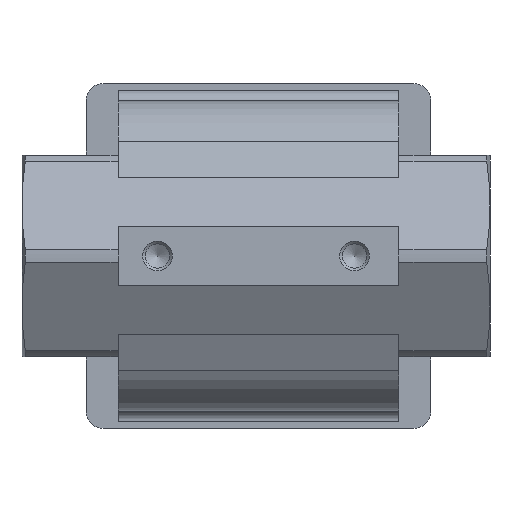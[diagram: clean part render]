
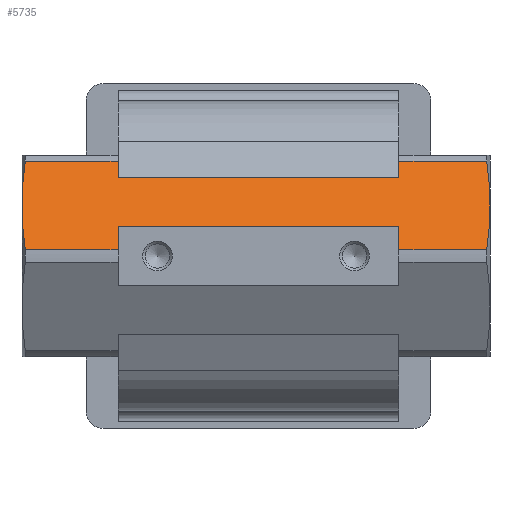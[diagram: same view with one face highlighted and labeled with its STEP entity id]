
A CAD part, front view. The second image highlights one B-rep face of the part: STEP entity #5735.
In plain terms, the highlighted planar face has unit normal (0, -0.866, 0.5).
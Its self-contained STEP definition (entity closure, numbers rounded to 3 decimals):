
#121=B_SPLINE_CURVE_WITH_KNOTS('',3,(#7866,#7867,#7868,#7869),
 .UNSPECIFIED.,.F.,.F.,(4,4),(0.01,0.021),
 .UNSPECIFIED.);
#122=B_SPLINE_CURVE_WITH_KNOTS('',3,(#7871,#7872,#7873,#7874),
 .UNSPECIFIED.,.F.,.F.,(4,4),(0.,0.01),
 .UNSPECIFIED.);
#123=B_SPLINE_CURVE_WITH_KNOTS('',3,(#7886,#7887,#7888,#7889),
 .UNSPECIFIED.,.F.,.F.,(4,4),(0.01,0.021),
 .UNSPECIFIED.);
#124=B_SPLINE_CURVE_WITH_KNOTS('',3,(#7891,#7892,#7893,#7894),
 .UNSPECIFIED.,.F.,.F.,(4,4),(0.,0.01),
 .UNSPECIFIED.);
#248=LINE('',#7855,#623);
#249=LINE('',#7858,#624);
#250=LINE('',#7860,#625);
#251=LINE('',#7862,#626);
#252=LINE('',#7864,#627);
#253=LINE('',#7876,#628);
#254=LINE('',#7878,#629);
#255=LINE('',#7880,#630);
#256=LINE('',#7882,#631);
#257=LINE('',#7884,#632);
#258=LINE('',#7896,#633);
#259=LINE('',#7898,#634);
#623=VECTOR('',#6541,1000.);
#624=VECTOR('',#6542,1000.);
#625=VECTOR('',#6543,1000.);
#626=VECTOR('',#6544,1000.);
#627=VECTOR('',#6545,1000.);
#628=VECTOR('',#6546,1000.);
#629=VECTOR('',#6547,1000.);
#630=VECTOR('',#6548,1000.);
#631=VECTOR('',#6549,1000.);
#632=VECTOR('',#6550,1000.);
#633=VECTOR('',#6551,1000.);
#634=VECTOR('',#6552,1000.);
#1054=ORIENTED_EDGE('',*,*,#2218,.F.);
#1055=ORIENTED_EDGE('',*,*,#2219,.T.);
#1056=ORIENTED_EDGE('',*,*,#2220,.F.);
#1057=ORIENTED_EDGE('',*,*,#2221,.F.);
#1058=ORIENTED_EDGE('',*,*,#2222,.F.);
#1059=ORIENTED_EDGE('',*,*,#2223,.F.);
#1060=ORIENTED_EDGE('',*,*,#2224,.F.);
#1061=ORIENTED_EDGE('',*,*,#2225,.F.);
#1062=ORIENTED_EDGE('',*,*,#2226,.T.);
#1063=ORIENTED_EDGE('',*,*,#2227,.F.);
#1064=ORIENTED_EDGE('',*,*,#2228,.F.);
#1065=ORIENTED_EDGE('',*,*,#2229,.F.);
#1066=ORIENTED_EDGE('',*,*,#2230,.F.);
#1067=ORIENTED_EDGE('',*,*,#2231,.F.);
#1068=ORIENTED_EDGE('',*,*,#2232,.F.);
#1069=ORIENTED_EDGE('',*,*,#2233,.F.);
#2218=EDGE_CURVE('',#2795,#2796,#248,.T.);
#2219=EDGE_CURVE('',#2795,#2797,#249,.T.);
#2220=EDGE_CURVE('',#2798,#2797,#250,.T.);
#2221=EDGE_CURVE('',#2799,#2798,#251,.T.);
#2222=EDGE_CURVE('',#2800,#2799,#252,.T.);
#2223=EDGE_CURVE('',#2801,#2800,#121,.T.);
#2224=EDGE_CURVE('',#2802,#2801,#122,.T.);
#2225=EDGE_CURVE('',#2803,#2802,#253,.F.);
#2226=EDGE_CURVE('',#2803,#2804,#254,.T.);
#2227=EDGE_CURVE('',#2805,#2804,#255,.T.);
#2228=EDGE_CURVE('',#2806,#2805,#256,.T.);
#2229=EDGE_CURVE('',#2807,#2806,#257,.F.);
#2230=EDGE_CURVE('',#2808,#2807,#123,.T.);
#2231=EDGE_CURVE('',#2809,#2808,#124,.T.);
#2232=EDGE_CURVE('',#2810,#2809,#258,.T.);
#2233=EDGE_CURVE('',#2796,#2810,#259,.T.);
#2795=VERTEX_POINT('',#7856);
#2796=VERTEX_POINT('',#7857);
#2797=VERTEX_POINT('',#7859);
#2798=VERTEX_POINT('',#7861);
#2799=VERTEX_POINT('',#7863);
#2800=VERTEX_POINT('',#7865);
#2801=VERTEX_POINT('',#7870);
#2802=VERTEX_POINT('',#7875);
#2803=VERTEX_POINT('',#7877);
#2804=VERTEX_POINT('',#7879);
#2805=VERTEX_POINT('',#7881);
#2806=VERTEX_POINT('',#7883);
#2807=VERTEX_POINT('',#7885);
#2808=VERTEX_POINT('',#7890);
#2809=VERTEX_POINT('',#7895);
#2810=VERTEX_POINT('',#7897);
#3271=EDGE_LOOP('',(#1054,#1055,#1056,#1057,#1058,#1059,#1060,#1061,#1062,
#1063,#1064,#1065,#1066,#1067,#1068,#1069));
#3573=FACE_BOUND('',#3271,.T.);
#3863=PLANE('',#6015);
#5735=ADVANCED_FACE('',(#3573),#3863,.F.);
#6015=AXIS2_PLACEMENT_3D('',#7854,#6539,#6540);
#6539=DIRECTION('',(0.,0.866,-0.5));
#6540=DIRECTION('',(0.,0.5,0.866));
#6541=DIRECTION('',(0.,-0.5,-0.866));
#6542=DIRECTION('',(1.,0.,0.));
#6543=DIRECTION('',(0.,0.5,0.866));
#6544=DIRECTION('',(0.,0.5,0.866));
#6545=DIRECTION('',(-1.,0.,0.));
#6546=DIRECTION('',(-1.,0.,0.));
#6547=DIRECTION('',(0.,-0.5,-0.866));
#6548=DIRECTION('',(1.,0.,0.));
#6549=DIRECTION('',(0.,-0.5,-0.866));
#6550=DIRECTION('',(-1.,0.,0.));
#6551=DIRECTION('',(-1.,0.,0.));
#6552=DIRECTION('',(0.,-0.5,-0.866));
#7854=CARTESIAN_POINT('',(237.5,11.164,20.5));
#7855=CARTESIAN_POINT('',(19.5,11.164,20.5));
#7856=CARTESIAN_POINT('',(19.5,2.793,6.));
#7857=CARTESIAN_POINT('',(19.5,0.671,2.325));
#7858=CARTESIAN_POINT('',(237.5,2.793,6.));
#7859=CARTESIAN_POINT('',(76.5,2.793,6.));
#7860=CARTESIAN_POINT('',(76.5,11.164,20.5));
#7861=CARTESIAN_POINT('',(76.5,0.671,2.325));
#7862=CARTESIAN_POINT('',(76.5,11.164,20.5));
#7863=CARTESIAN_POINT('',(76.5,0.032,1.219));
#7864=CARTESIAN_POINT('',(0.,0.032,1.219));
#7865=CARTESIAN_POINT('',(94.33,0.032,1.219));
#7866=CARTESIAN_POINT('',(95.,5.246,10.25));
#7867=CARTESIAN_POINT('',(95.,3.508,7.24));
#7868=CARTESIAN_POINT('',(94.752,1.77,4.229));
#7869=CARTESIAN_POINT('',(94.33,0.032,1.219));
#7870=CARTESIAN_POINT('',(95.,5.246,10.25));
#7871=CARTESIAN_POINT('',(94.33,10.461,19.281));
#7872=CARTESIAN_POINT('',(94.752,8.723,16.271));
#7873=CARTESIAN_POINT('',(95.,6.985,13.26));
#7874=CARTESIAN_POINT('',(95.,5.246,10.25));
#7875=CARTESIAN_POINT('',(94.33,10.461,19.281));
#7876=CARTESIAN_POINT('',(0.,10.461,19.281));
#7877=CARTESIAN_POINT('',(76.5,10.461,19.281));
#7878=CARTESIAN_POINT('',(76.5,11.164,20.5));
#7879=CARTESIAN_POINT('',(76.5,8.525,15.928));
#7880=CARTESIAN_POINT('',(237.5,8.525,15.928));
#7881=CARTESIAN_POINT('',(19.5,8.525,15.928));
#7882=CARTESIAN_POINT('',(19.5,11.164,20.5));
#7883=CARTESIAN_POINT('',(19.5,10.461,19.281));
#7884=CARTESIAN_POINT('',(0.,10.461,19.281));
#7885=CARTESIAN_POINT('',(0.67,10.461,19.281));
#7886=CARTESIAN_POINT('',(0.,5.246,10.25));
#7887=CARTESIAN_POINT('',(0.,6.985,13.26));
#7888=CARTESIAN_POINT('',(0.248,8.723,16.271));
#7889=CARTESIAN_POINT('',(0.67,10.461,19.281));
#7890=CARTESIAN_POINT('',(0.,5.246,10.25));
#7891=CARTESIAN_POINT('',(0.67,0.032,1.219));
#7892=CARTESIAN_POINT('',(0.248,1.77,4.229));
#7893=CARTESIAN_POINT('',(0.,3.508,7.24));
#7894=CARTESIAN_POINT('',(0.,5.246,10.25));
#7895=CARTESIAN_POINT('',(0.67,0.032,1.219));
#7896=CARTESIAN_POINT('',(0.,0.032,1.219));
#7897=CARTESIAN_POINT('',(19.5,0.032,1.219));
#7898=CARTESIAN_POINT('',(19.5,11.164,20.5));
